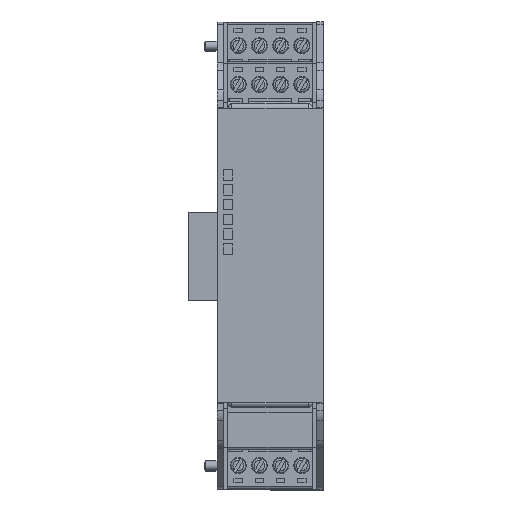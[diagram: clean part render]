
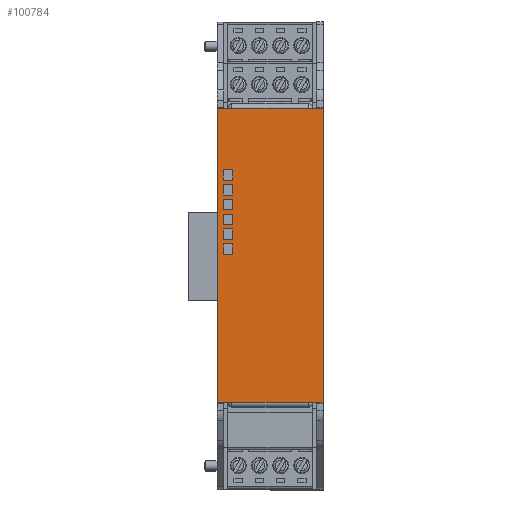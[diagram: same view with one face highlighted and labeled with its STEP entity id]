
A CAD part, top view. The second image highlights one B-rep face of the part: STEP entity #100784.
In plain terms, the highlighted planar face has unit normal (0, 0, 1).
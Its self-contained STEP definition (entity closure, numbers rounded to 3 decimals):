
#97056=DIRECTION('',(-1.,0.,0.));
#97057=VECTOR('',#97056,18.);
#97058=CARTESIAN_POINT('',(9.,-34.76,0.));
#97059=LINE('',#97058,#97057);
#97060=DIRECTION('',(1.,0.,0.));
#97061=VECTOR('',#97060,3.5);
#97062=CARTESIAN_POINT('',(-12.5,-34.76,0.));
#97063=LINE('',#97062,#97061);
#97064=DIRECTION('',(0.,-1.,0.));
#97065=VECTOR('',#97064,69.52);
#97066=CARTESIAN_POINT('',(-12.5,34.76,0.));
#97067=LINE('',#97066,#97065);
#97068=DIRECTION('',(-1.,0.,0.));
#97069=VECTOR('',#97068,3.5);
#97070=CARTESIAN_POINT('',(-9.,34.76,0.));
#97071=LINE('',#97070,#97069);
#97072=DIRECTION('',(-1.,0.,0.));
#97073=VECTOR('',#97072,18.);
#97074=CARTESIAN_POINT('',(9.,34.76,0.));
#97075=LINE('',#97074,#97073);
#97076=DIRECTION('',(-1.,0.,0.));
#97077=VECTOR('',#97076,3.5);
#97078=CARTESIAN_POINT('',(12.5,34.76,0.));
#97079=LINE('',#97078,#97077);
#97080=DIRECTION('',(0.,1.,0.));
#97081=VECTOR('',#97080,69.52);
#97082=CARTESIAN_POINT('',(12.5,-34.76,0.));
#97083=LINE('',#97082,#97081);
#97084=DIRECTION('',(1.,0.,0.));
#97085=VECTOR('',#97084,3.5);
#97086=CARTESIAN_POINT('',(9.,-34.76,0.));
#97087=LINE('',#97086,#97085);
#97088=DIRECTION('',(1.,0.,0.));
#97089=VECTOR('',#97088,2.21);
#97090=CARTESIAN_POINT('',(-11.005,0.24,0.));
#97091=LINE('',#97090,#97089);
#97092=DIRECTION('',(0.,-1.,0.));
#97093=VECTOR('',#97092,2.5);
#97094=CARTESIAN_POINT('',(-8.795,2.74,0.));
#97095=LINE('',#97094,#97093);
#97096=DIRECTION('',(1.,0.,0.));
#97097=VECTOR('',#97096,2.21);
#97098=CARTESIAN_POINT('',(-11.005,2.74,0.));
#97099=LINE('',#97098,#97097);
#97100=DIRECTION('',(0.,-1.,0.));
#97101=VECTOR('',#97100,2.5);
#97102=CARTESIAN_POINT('',(-11.005,2.74,0.));
#97103=LINE('',#97102,#97101);
#97104=DIRECTION('',(1.,0.,0.));
#97105=VECTOR('',#97104,2.21);
#97106=CARTESIAN_POINT('',(-11.005,20.24,0.));
#97107=LINE('',#97106,#97105);
#97108=DIRECTION('',(0.,-1.,0.));
#97109=VECTOR('',#97108,2.5);
#97110=CARTESIAN_POINT('',(-11.005,20.24,0.));
#97111=LINE('',#97110,#97109);
#97112=DIRECTION('',(1.,0.,0.));
#97113=VECTOR('',#97112,2.21);
#97114=CARTESIAN_POINT('',(-11.005,17.74,0.));
#97115=LINE('',#97114,#97113);
#97116=DIRECTION('',(0.,-1.,0.));
#97117=VECTOR('',#97116,2.5);
#97118=CARTESIAN_POINT('',(-8.795,20.24,0.));
#97119=LINE('',#97118,#97117);
#97120=DIRECTION('',(1.,0.,0.));
#97121=VECTOR('',#97120,2.21);
#97122=CARTESIAN_POINT('',(-11.005,16.74,0.));
#97123=LINE('',#97122,#97121);
#97124=DIRECTION('',(0.,-1.,0.));
#97125=VECTOR('',#97124,2.5);
#97126=CARTESIAN_POINT('',(-11.005,16.74,0.));
#97127=LINE('',#97126,#97125);
#97128=DIRECTION('',(1.,0.,0.));
#97129=VECTOR('',#97128,2.21);
#97130=CARTESIAN_POINT('',(-11.005,14.24,0.));
#97131=LINE('',#97130,#97129);
#97132=DIRECTION('',(0.,-1.,0.));
#97133=VECTOR('',#97132,2.5);
#97134=CARTESIAN_POINT('',(-8.795,16.74,0.));
#97135=LINE('',#97134,#97133);
#97136=DIRECTION('',(1.,0.,0.));
#97137=VECTOR('',#97136,2.21);
#97138=CARTESIAN_POINT('',(-11.005,13.24,0.));
#97139=LINE('',#97138,#97137);
#97140=DIRECTION('',(0.,-1.,0.));
#97141=VECTOR('',#97140,2.5);
#97142=CARTESIAN_POINT('',(-11.005,13.24,0.));
#97143=LINE('',#97142,#97141);
#97144=DIRECTION('',(1.,0.,0.));
#97145=VECTOR('',#97144,2.21);
#97146=CARTESIAN_POINT('',(-11.005,10.74,0.));
#97147=LINE('',#97146,#97145);
#97148=DIRECTION('',(0.,-1.,0.));
#97149=VECTOR('',#97148,2.5);
#97150=CARTESIAN_POINT('',(-8.795,13.24,0.));
#97151=LINE('',#97150,#97149);
#97152=DIRECTION('',(1.,0.,0.));
#97153=VECTOR('',#97152,2.21);
#97154=CARTESIAN_POINT('',(-11.005,9.74,0.));
#97155=LINE('',#97154,#97153);
#97156=DIRECTION('',(0.,-1.,0.));
#97157=VECTOR('',#97156,2.5);
#97158=CARTESIAN_POINT('',(-11.005,9.74,0.));
#97159=LINE('',#97158,#97157);
#97160=DIRECTION('',(1.,0.,0.));
#97161=VECTOR('',#97160,2.21);
#97162=CARTESIAN_POINT('',(-11.005,7.24,0.));
#97163=LINE('',#97162,#97161);
#97164=DIRECTION('',(0.,-1.,0.));
#97165=VECTOR('',#97164,2.5);
#97166=CARTESIAN_POINT('',(-8.795,9.74,0.));
#97167=LINE('',#97166,#97165);
#97168=DIRECTION('',(1.,0.,0.));
#97169=VECTOR('',#97168,2.21);
#97170=CARTESIAN_POINT('',(-11.005,6.24,0.));
#97171=LINE('',#97170,#97169);
#97172=DIRECTION('',(0.,-1.,0.));
#97173=VECTOR('',#97172,2.5);
#97174=CARTESIAN_POINT('',(-11.005,6.24,0.));
#97175=LINE('',#97174,#97173);
#97176=DIRECTION('',(1.,0.,0.));
#97177=VECTOR('',#97176,2.21);
#97178=CARTESIAN_POINT('',(-11.005,3.74,0.));
#97179=LINE('',#97178,#97177);
#97180=DIRECTION('',(0.,-1.,0.));
#97181=VECTOR('',#97180,2.5);
#97182=CARTESIAN_POINT('',(-8.795,6.24,0.));
#97183=LINE('',#97182,#97181);
#99862=CARTESIAN_POINT('',(-12.5,34.76,0.));
#99863=CARTESIAN_POINT('',(-12.5,-34.76,0.));
#99864=VERTEX_POINT('',#99862);
#99865=VERTEX_POINT('',#99863);
#99866=CARTESIAN_POINT('',(12.5,-34.76,0.));
#99867=CARTESIAN_POINT('',(12.5,34.76,0.));
#99868=VERTEX_POINT('',#99866);
#99869=VERTEX_POINT('',#99867);
#99894=CARTESIAN_POINT('',(9.,34.76,0.));
#99895=CARTESIAN_POINT('',(-9.,34.76,0.));
#99896=VERTEX_POINT('',#99894);
#99897=VERTEX_POINT('',#99895);
#99907=CARTESIAN_POINT('',(9.,-34.76,0.));
#99909=VERTEX_POINT('',#99907);
#99911=CARTESIAN_POINT('',(-9.,-34.76,0.));
#99913=VERTEX_POINT('',#99911);
#100292=CARTESIAN_POINT('',(-11.005,0.24,0.));
#100293=CARTESIAN_POINT('',(-8.795,0.24,0.));
#100294=VERTEX_POINT('',#100292);
#100295=VERTEX_POINT('',#100293);
#100296=CARTESIAN_POINT('',(-11.005,20.24,0.));
#100297=CARTESIAN_POINT('',(-8.795,20.24,0.));
#100298=VERTEX_POINT('',#100296);
#100299=VERTEX_POINT('',#100297);
#100300=CARTESIAN_POINT('',(-11.005,17.74,0.));
#100301=CARTESIAN_POINT('',(-8.795,17.74,0.));
#100302=VERTEX_POINT('',#100300);
#100303=VERTEX_POINT('',#100301);
#100304=CARTESIAN_POINT('',(-11.005,16.74,0.));
#100305=CARTESIAN_POINT('',(-8.795,16.74,0.));
#100306=VERTEX_POINT('',#100304);
#100307=VERTEX_POINT('',#100305);
#100308=CARTESIAN_POINT('',(-11.005,14.24,0.));
#100309=CARTESIAN_POINT('',(-8.795,14.24,0.));
#100310=VERTEX_POINT('',#100308);
#100311=VERTEX_POINT('',#100309);
#100312=CARTESIAN_POINT('',(-11.005,13.24,0.));
#100313=CARTESIAN_POINT('',(-8.795,13.24,0.));
#100314=VERTEX_POINT('',#100312);
#100315=VERTEX_POINT('',#100313);
#100316=CARTESIAN_POINT('',(-11.005,10.74,0.));
#100317=CARTESIAN_POINT('',(-8.795,10.74,0.));
#100318=VERTEX_POINT('',#100316);
#100319=VERTEX_POINT('',#100317);
#100320=CARTESIAN_POINT('',(-11.005,9.74,0.));
#100321=CARTESIAN_POINT('',(-8.795,9.74,0.));
#100322=VERTEX_POINT('',#100320);
#100323=VERTEX_POINT('',#100321);
#100324=CARTESIAN_POINT('',(-11.005,7.24,0.));
#100325=CARTESIAN_POINT('',(-8.795,7.24,0.));
#100326=VERTEX_POINT('',#100324);
#100327=VERTEX_POINT('',#100325);
#100328=CARTESIAN_POINT('',(-11.005,6.24,0.));
#100329=CARTESIAN_POINT('',(-8.795,6.24,0.));
#100330=VERTEX_POINT('',#100328);
#100331=VERTEX_POINT('',#100329);
#100332=CARTESIAN_POINT('',(-11.005,3.74,0.));
#100333=CARTESIAN_POINT('',(-8.795,3.74,0.));
#100334=VERTEX_POINT('',#100332);
#100335=VERTEX_POINT('',#100333);
#100336=CARTESIAN_POINT('',(-11.005,2.74,0.));
#100337=CARTESIAN_POINT('',(-8.795,2.74,0.));
#100338=VERTEX_POINT('',#100336);
#100339=VERTEX_POINT('',#100337);
#100701=CARTESIAN_POINT('',(0.,0.,0.));
#100702=DIRECTION('',(0.,0.,1.));
#100703=DIRECTION('',(1.,0.,0.));
#100704=AXIS2_PLACEMENT_3D('',#100701,#100702,#100703);
#100705=PLANE('',#100704);
#100707=ORIENTED_EDGE('',*,*,#100706,.T.);
#100709=ORIENTED_EDGE('',*,*,#100708,.F.);
#100711=ORIENTED_EDGE('',*,*,#100710,.F.);
#100713=ORIENTED_EDGE('',*,*,#100712,.F.);
#100715=ORIENTED_EDGE('',*,*,#100714,.F.);
#100717=ORIENTED_EDGE('',*,*,#100716,.F.);
#100719=ORIENTED_EDGE('',*,*,#100718,.F.);
#100721=ORIENTED_EDGE('',*,*,#100720,.F.);
#100722=EDGE_LOOP('',(#100707,#100709,#100711,#100713,#100715,#100717,#100719,
#100721));
#100723=FACE_OUTER_BOUND('',#100722,.F.);
#100725=ORIENTED_EDGE('',*,*,#100724,.T.);
#100727=ORIENTED_EDGE('',*,*,#100726,.F.);
#100729=ORIENTED_EDGE('',*,*,#100728,.F.);
#100731=ORIENTED_EDGE('',*,*,#100730,.T.);
#100732=EDGE_LOOP('',(#100725,#100727,#100729,#100731));
#100733=FACE_BOUND('',#100732,.F.);
#100735=ORIENTED_EDGE('',*,*,#100734,.F.);
#100737=ORIENTED_EDGE('',*,*,#100736,.T.);
#100739=ORIENTED_EDGE('',*,*,#100738,.T.);
#100741=ORIENTED_EDGE('',*,*,#100740,.F.);
#100742=EDGE_LOOP('',(#100735,#100737,#100739,#100741));
#100743=FACE_BOUND('',#100742,.F.);
#100745=ORIENTED_EDGE('',*,*,#100744,.F.);
#100747=ORIENTED_EDGE('',*,*,#100746,.T.);
#100749=ORIENTED_EDGE('',*,*,#100748,.T.);
#100751=ORIENTED_EDGE('',*,*,#100750,.F.);
#100752=EDGE_LOOP('',(#100745,#100747,#100749,#100751));
#100753=FACE_BOUND('',#100752,.F.);
#100755=ORIENTED_EDGE('',*,*,#100754,.F.);
#100757=ORIENTED_EDGE('',*,*,#100756,.T.);
#100759=ORIENTED_EDGE('',*,*,#100758,.T.);
#100761=ORIENTED_EDGE('',*,*,#100760,.F.);
#100762=EDGE_LOOP('',(#100755,#100757,#100759,#100761));
#100763=FACE_BOUND('',#100762,.F.);
#100765=ORIENTED_EDGE('',*,*,#100764,.F.);
#100767=ORIENTED_EDGE('',*,*,#100766,.T.);
#100769=ORIENTED_EDGE('',*,*,#100768,.T.);
#100771=ORIENTED_EDGE('',*,*,#100770,.F.);
#100772=EDGE_LOOP('',(#100765,#100767,#100769,#100771));
#100773=FACE_BOUND('',#100772,.F.);
#100775=ORIENTED_EDGE('',*,*,#100774,.F.);
#100777=ORIENTED_EDGE('',*,*,#100776,.T.);
#100779=ORIENTED_EDGE('',*,*,#100778,.T.);
#100781=ORIENTED_EDGE('',*,*,#100780,.F.);
#100782=EDGE_LOOP('',(#100775,#100777,#100779,#100781));
#100783=FACE_BOUND('',#100782,.F.);
#100784=ADVANCED_FACE('',(#100723,#100733,#100743,#100753,#100763,#100773,
#100783),#100705,.T.);
#100706=EDGE_CURVE('',#99909,#99913,#97059,.T.);
#100708=EDGE_CURVE('',#99865,#99913,#97063,.T.);
#100710=EDGE_CURVE('',#99864,#99865,#97067,.T.);
#100712=EDGE_CURVE('',#99897,#99864,#97071,.T.);
#100714=EDGE_CURVE('',#99896,#99897,#97075,.T.);
#100716=EDGE_CURVE('',#99869,#99896,#97079,.T.);
#100718=EDGE_CURVE('',#99868,#99869,#97083,.T.);
#100720=EDGE_CURVE('',#99909,#99868,#97087,.T.);
#100724=EDGE_CURVE('',#100294,#100295,#97091,.T.);
#100726=EDGE_CURVE('',#100339,#100295,#97095,.T.);
#100728=EDGE_CURVE('',#100338,#100339,#97099,.T.);
#100730=EDGE_CURVE('',#100338,#100294,#97103,.T.);
#100734=EDGE_CURVE('',#100298,#100299,#97107,.T.);
#100736=EDGE_CURVE('',#100298,#100302,#97111,.T.);
#100738=EDGE_CURVE('',#100302,#100303,#97115,.T.);
#100740=EDGE_CURVE('',#100299,#100303,#97119,.T.);
#100744=EDGE_CURVE('',#100306,#100307,#97123,.T.);
#100746=EDGE_CURVE('',#100306,#100310,#97127,.T.);
#100748=EDGE_CURVE('',#100310,#100311,#97131,.T.);
#100750=EDGE_CURVE('',#100307,#100311,#97135,.T.);
#100754=EDGE_CURVE('',#100314,#100315,#97139,.T.);
#100756=EDGE_CURVE('',#100314,#100318,#97143,.T.);
#100758=EDGE_CURVE('',#100318,#100319,#97147,.T.);
#100760=EDGE_CURVE('',#100315,#100319,#97151,.T.);
#100764=EDGE_CURVE('',#100322,#100323,#97155,.T.);
#100766=EDGE_CURVE('',#100322,#100326,#97159,.T.);
#100768=EDGE_CURVE('',#100326,#100327,#97163,.T.);
#100770=EDGE_CURVE('',#100323,#100327,#97167,.T.);
#100774=EDGE_CURVE('',#100330,#100331,#97171,.T.);
#100776=EDGE_CURVE('',#100330,#100334,#97175,.T.);
#100778=EDGE_CURVE('',#100334,#100335,#97179,.T.);
#100780=EDGE_CURVE('',#100331,#100335,#97183,.T.);
